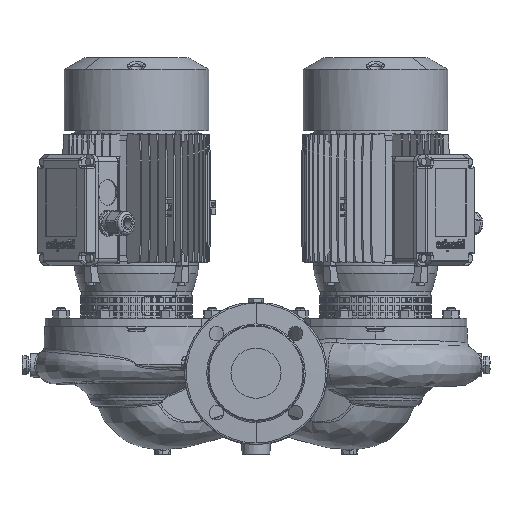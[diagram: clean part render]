
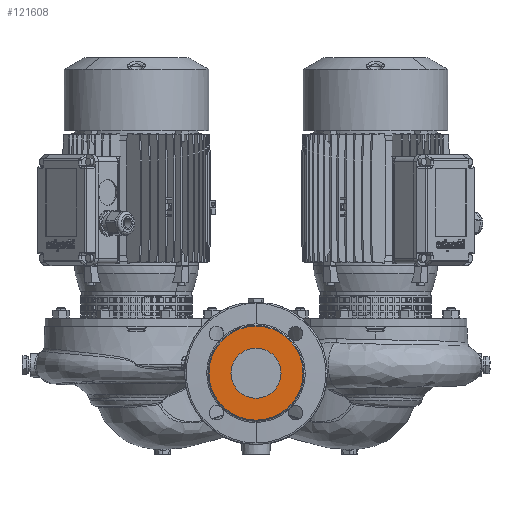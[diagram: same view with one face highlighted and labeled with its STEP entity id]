
A CAD part, top view. The second image highlights one B-rep face of the part: STEP entity #121608.
In plain terms, the highlighted face is planar.
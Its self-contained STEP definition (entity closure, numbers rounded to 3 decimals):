
#937 = DIRECTION ( 'NONE',  ( 0., 0., -1. ) ) ;
#4482 = ORIENTED_EDGE ( 'NONE', *, *, #236844, .F. ) ;
#7187 = EDGE_CURVE ( 'NONE', #192888, #94973, #239739, .T. ) ;
#7401 = VERTEX_POINT ( 'NONE', #167151 ) ;
#21433 = CARTESIAN_POINT ( 'NONE',  ( 0., 170., 71.5 ) ) ;
#26982 = EDGE_LOOP ( 'NONE', ( #49391, #140726 ) ) ;
#36059 = FACE_OUTER_BOUND ( 'NONE', #26982, .T. ) ;
#36460 = AXIS2_PLACEMENT_3D ( 'NONE', #134629, #173553, #252687 ) ;
#49391 = ORIENTED_EDGE ( 'NONE', *, *, #7187, .T. ) ;
#55505 = FACE_BOUND ( 'NONE', #250127, .T. ) ;
#60788 = CARTESIAN_POINT ( 'NONE',  ( 0., 170., 10.5 ) ) ;
#62551 = EDGE_CURVE ( 'NONE', #94973, #192888, #74721, .T. ) ;
#74721 = CIRCLE ( 'NONE', #252928, 61. ) ;
#79784 = DIRECTION ( 'NONE',  ( 0., 1., 0. ) ) ;
#86309 = CARTESIAN_POINT ( 'NONE',  ( 0., 170., 10.5 ) ) ;
#89409 = CARTESIAN_POINT ( 'NONE',  ( 0., 170., 43. ) ) ;
#89869 = AXIS2_PLACEMENT_3D ( 'NONE', #194363, #195650, #937 ) ;
#94973 = VERTEX_POINT ( 'NONE', #21433 ) ;
#115232 = PLANE ( 'NONE',  #89869 ) ;
#121608 = ADVANCED_FACE ( 'NONE', ( #55505, #36059 ), #115232, .T. ) ;
#127894 = AXIS2_PLACEMENT_3D ( 'NONE', #60788, #242444, #139985 ) ;
#134629 = CARTESIAN_POINT ( 'NONE',  ( 0., 170., 10.5 ) ) ;
#139362 = EDGE_CURVE ( 'NONE', #160847, #7401, #251906, .T. ) ;
#139985 = DIRECTION ( 'NONE',  ( 1., 0., 0. ) ) ;
#140726 = ORIENTED_EDGE ( 'NONE', *, *, #62551, .T. ) ;
#140797 = DIRECTION ( 'NONE',  ( 1., 0., 0. ) ) ;
#148623 = AXIS2_PLACEMENT_3D ( 'NONE', #86309, #223855, #222579 ) ;
#160847 = VERTEX_POINT ( 'NONE', #89409 ) ;
#161016 = CIRCLE ( 'NONE', #148623, 32.5 ) ;
#167151 = CARTESIAN_POINT ( 'NONE',  ( 0., 170., -22. ) ) ;
#173553 = DIRECTION ( 'NONE',  ( 0., 1., 0. ) ) ;
#191389 = CARTESIAN_POINT ( 'NONE',  ( 0., 170., -50.5 ) ) ;
#192888 = VERTEX_POINT ( 'NONE', #191389 ) ;
#194363 = CARTESIAN_POINT ( 'NONE',  ( 122., 170., 132.5 ) ) ;
#195650 = DIRECTION ( 'NONE',  ( 0., 1., 0. ) ) ;
#201734 = CARTESIAN_POINT ( 'NONE',  ( 0., 170., 10.5 ) ) ;
#222579 = DIRECTION ( 'NONE',  ( 0., 0., 1. ) ) ;
#223855 = DIRECTION ( 'NONE',  ( 0., 1., 0. ) ) ;
#234291 = ORIENTED_EDGE ( 'NONE', *, *, #139362, .F. ) ;
#236844 = EDGE_CURVE ( 'NONE', #7401, #160847, #161016, .T. ) ;
#239739 = CIRCLE ( 'NONE', #127894, 61. ) ;
#242444 = DIRECTION ( 'NONE',  ( 0., 1., 0. ) ) ;
#250127 = EDGE_LOOP ( 'NONE', ( #234291, #4482 ) ) ;
#251906 = CIRCLE ( 'NONE', #36460, 32.5 ) ;
#252687 = DIRECTION ( 'NONE',  ( 0., 0., 1. ) ) ;
#252928 = AXIS2_PLACEMENT_3D ( 'NONE', #201734, #79784, #140797 ) ;
